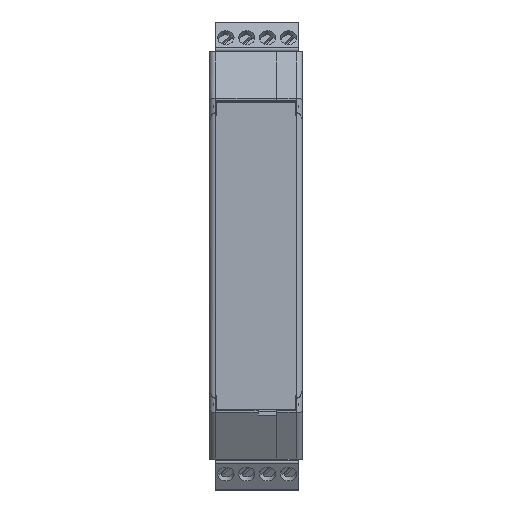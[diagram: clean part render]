
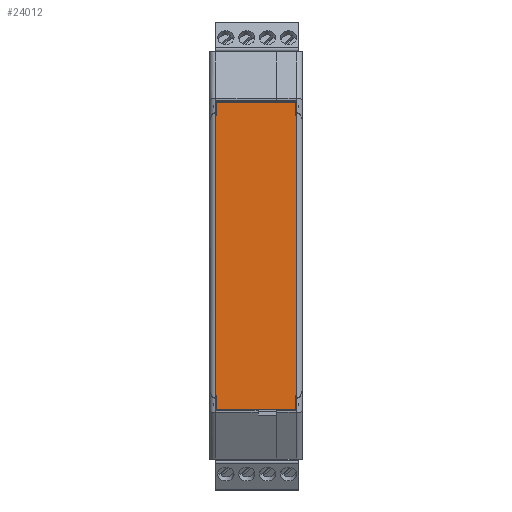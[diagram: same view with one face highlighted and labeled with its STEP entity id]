
A CAD part, top view. The second image highlights one B-rep face of the part: STEP entity #24012.
In plain terms, the highlighted planar face has unit normal (0, 0, 1).
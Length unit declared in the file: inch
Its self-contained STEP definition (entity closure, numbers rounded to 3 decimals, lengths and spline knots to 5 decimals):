
#327 = ORIENTED_EDGE ( 'NONE', *, *, #48063, .F. ) ;
#756 = VERTEX_POINT ( 'NONE', #47889 ) ;
#1894 = VECTOR ( 'NONE', #15117, 39.37008 ) ;
#2259 = DIRECTION ( 'NONE',  ( 1., 0., 0. ) ) ;
#2620 = VERTEX_POINT ( 'NONE', #54718 ) ;
#5299 = LINE ( 'NONE', #66029, #9335 ) ;
#7052 = VERTEX_POINT ( 'NONE', #14892 ) ;
#7156 = CARTESIAN_POINT ( 'NONE',  ( -0.06017, 2.23361, 4.04134 ) ) ;
#8352 = DIRECTION ( 'NONE',  ( 0., 1., 0. ) ) ;
#9165 = CARTESIAN_POINT ( 'NONE',  ( -0.06017, -0.4908, 4.04134 ) ) ;
#9300 = VECTOR ( 'NONE', #35613, 39.37008 ) ;
#9335 = VECTOR ( 'NONE', #23894, 39.37008 ) ;
#9507 = DIRECTION ( 'NONE',  ( 0., 1., 0. ) ) ;
#9642 = VECTOR ( 'NONE', #56626, 39.37008 ) ;
#9878 = LINE ( 'NONE', #7156, #41092 ) ;
#9986 = ORIENTED_EDGE ( 'NONE', *, *, #37025, .T. ) ;
#10772 = VERTEX_POINT ( 'NONE', #14917 ) ;
#10904 = DIRECTION ( 'NONE',  ( 1., 0., 0. ) ) ;
#11035 = VERTEX_POINT ( 'NONE', #65155 ) ;
#11360 = ORIENTED_EDGE ( 'NONE', *, *, #59610, .T. ) ;
#11951 = VERTEX_POINT ( 'NONE', #18911 ) ;
#12580 = DIRECTION ( 'NONE',  ( -1., 0., 0. ) ) ;
#13470 = CARTESIAN_POINT ( 'NONE',  ( 0.02992, -0.60497, 4.04134 ) ) ;
#13880 = CARTESIAN_POINT ( 'NONE',  ( -0.76575, -0.54442, 4.04134 ) ) ;
#14892 = CARTESIAN_POINT ( 'NONE',  ( -0.00591, 2.33597, 4.04134 ) ) ;
#14917 = CARTESIAN_POINT ( 'NONE',  ( -0.00591, 2.23361, 4.04134 ) ) ;
#15117 = DIRECTION ( 'NONE',  ( 0., -1., 0. ) ) ;
#15948 = VERTEX_POINT ( 'NONE', #61278 ) ;
#16334 = LINE ( 'NONE', #49620, #54036 ) ;
#16355 = DIRECTION ( 'NONE',  ( 0., 1., 0. ) ) ;
#16592 = VECTOR ( 'NONE', #12580, 39.37008 ) ;
#16865 = EDGE_CURVE ( 'NONE', #65545, #11035, #67885, .T. ) ;
#17725 = VECTOR ( 'NONE', #2259, 39.37008 ) ;
#18911 = CARTESIAN_POINT ( 'NONE',  ( 0., 2.23361, 4.04134 ) ) ;
#20374 = PLANE ( 'NONE',  #57714 ) ;
#21769 = EDGE_CURVE ( 'NONE', #7052, #10772, #44514, .T. ) ;
#22180 = VERTEX_POINT ( 'NONE', #63548 ) ;
#22325 = CARTESIAN_POINT ( 'NONE',  ( -0.76575, -0.4908, 4.04134 ) ) ;
#23174 = VECTOR ( 'NONE', #16355, 39.37008 ) ;
#23515 = CARTESIAN_POINT ( 'NONE',  ( -0.77165, 2.23361, 4.04134 ) ) ;
#23536 = EDGE_CURVE ( 'NONE', #63804, #756, #59063, .T. ) ;
#23689 = FACE_OUTER_BOUND ( 'NONE', #44136, .T. ) ;
#23894 = DIRECTION ( 'NONE',  ( -1., 0., 0. ) ) ;
#24012 = ADVANCED_FACE ( 'NONE', ( #23689 ), #20374, .T. ) ;
#25206 = CARTESIAN_POINT ( 'NONE',  ( -0.00591, 2.07219, 4.04134 ) ) ;
#25210 = DIRECTION ( 'NONE',  ( 0., -1., 0. ) ) ;
#26355 = ORIENTED_EDGE ( 'NONE', *, *, #42776, .F. ) ;
#26775 = LINE ( 'NONE', #13470, #17725 ) ;
#28428 = EDGE_CURVE ( 'NONE', #756, #59035, #37623, .T. ) ;
#33142 = LINE ( 'NONE', #39972, #9300 ) ;
#33836 = LINE ( 'NONE', #47730, #23174 ) ;
#35613 = DIRECTION ( 'NONE',  ( 0., -1., 0. ) ) ;
#35980 = ORIENTED_EDGE ( 'NONE', *, *, #53780, .F. ) ;
#36368 = ORIENTED_EDGE ( 'NONE', *, *, #23536, .T. ) ;
#37025 = EDGE_CURVE ( 'NONE', #11035, #11951, #16334, .T. ) ;
#37067 = VERTEX_POINT ( 'NONE', #39539 ) ;
#37623 = LINE ( 'NONE', #62923, #52439 ) ;
#39129 = VECTOR ( 'NONE', #9507, 39.37008 ) ;
#39539 = CARTESIAN_POINT ( 'NONE',  ( -0.76575, 2.33597, 4.04134 ) ) ;
#39972 = CARTESIAN_POINT ( 'NONE',  ( -0.00591, -0.51304, 4.04134 ) ) ;
#40620 = CARTESIAN_POINT ( 'NONE',  ( -0.77165, 2.33597, 4.04134 ) ) ;
#41092 = VECTOR ( 'NONE', #49108, 39.37008 ) ;
#42776 = EDGE_CURVE ( 'NONE', #65545, #15948, #33142, .T. ) ;
#43798 = ORIENTED_EDGE ( 'NONE', *, *, #63421, .T. ) ;
#44136 = EDGE_LOOP ( 'NONE', ( #65692, #36368, #58239, #327, #11360, #26355, #58471, #9986, #54098, #56461, #43798, #35980 ) ) ;
#44514 = LINE ( 'NONE', #25206, #1894 ) ;
#44754 = EDGE_CURVE ( 'NONE', #22180, #63804, #53453, .T. ) ;
#47730 = CARTESIAN_POINT ( 'NONE',  ( -0.76575, 2.15631, 4.04134 ) ) ;
#47889 = CARTESIAN_POINT ( 'NONE',  ( -0.77165, -0.4908, 4.04134 ) ) ;
#48063 = EDGE_CURVE ( 'NONE', #2620, #59035, #62871, .T. ) ;
#49065 = CARTESIAN_POINT ( 'NONE',  ( -0.06017, 2.23361, 4.04134 ) ) ;
#49108 = DIRECTION ( 'NONE',  ( -1., 0., 0. ) ) ;
#49620 = CARTESIAN_POINT ( 'NONE',  ( 0., 2.33597, 4.04134 ) ) ;
#52439 = VECTOR ( 'NONE', #10904, 39.37008 ) ;
#53453 = LINE ( 'NONE', #49065, #16592 ) ;
#53780 = EDGE_CURVE ( 'NONE', #22180, #37067, #33836, .T. ) ;
#54036 = VECTOR ( 'NONE', #8352, 39.37008 ) ;
#54098 = ORIENTED_EDGE ( 'NONE', *, *, #57216, .T. ) ;
#54718 = CARTESIAN_POINT ( 'NONE',  ( -0.76575, -0.60497, 4.04134 ) ) ;
#56461 = ORIENTED_EDGE ( 'NONE', *, *, #21769, .F. ) ;
#56573 = CARTESIAN_POINT ( 'NONE',  ( -0.06017, 2.33597, 4.04134 ) ) ;
#56626 = DIRECTION ( 'NONE',  ( 1., 0., 0. ) ) ;
#56659 = DIRECTION ( 'NONE',  ( 0., -1., 0. ) ) ;
#57216 = EDGE_CURVE ( 'NONE', #11951, #10772, #9878, .T. ) ;
#57714 = AXIS2_PLACEMENT_3D ( 'NONE', #56573, #67127, #25210 ) ;
#58239 = ORIENTED_EDGE ( 'NONE', *, *, #28428, .T. ) ;
#58471 = ORIENTED_EDGE ( 'NONE', *, *, #16865, .T. ) ;
#59035 = VERTEX_POINT ( 'NONE', #22325 ) ;
#59063 = LINE ( 'NONE', #40620, #62312 ) ;
#59610 = EDGE_CURVE ( 'NONE', #2620, #15948, #26775, .T. ) ;
#61278 = CARTESIAN_POINT ( 'NONE',  ( -0.00591, -0.60497, 4.04134 ) ) ;
#62312 = VECTOR ( 'NONE', #56659, 39.37008 ) ;
#62871 = LINE ( 'NONE', #13880, #39129 ) ;
#62923 = CARTESIAN_POINT ( 'NONE',  ( -0.06017, -0.4908, 4.04134 ) ) ;
#63421 = EDGE_CURVE ( 'NONE', #7052, #37067, #5299, .T. ) ;
#63548 = CARTESIAN_POINT ( 'NONE',  ( -0.76575, 2.23361, 4.04134 ) ) ;
#63804 = VERTEX_POINT ( 'NONE', #23515 ) ;
#65155 = CARTESIAN_POINT ( 'NONE',  ( 0., -0.4908, 4.04134 ) ) ;
#65545 = VERTEX_POINT ( 'NONE', #67582 ) ;
#65692 = ORIENTED_EDGE ( 'NONE', *, *, #44754, .T. ) ;
#66029 = CARTESIAN_POINT ( 'NONE',  ( -0.06017, 2.33597, 4.04134 ) ) ;
#67127 = DIRECTION ( 'NONE',  ( 0., 0., 1. ) ) ;
#67582 = CARTESIAN_POINT ( 'NONE',  ( -0.00591, -0.4908, 4.04134 ) ) ;
#67885 = LINE ( 'NONE', #9165, #9642 ) ;
